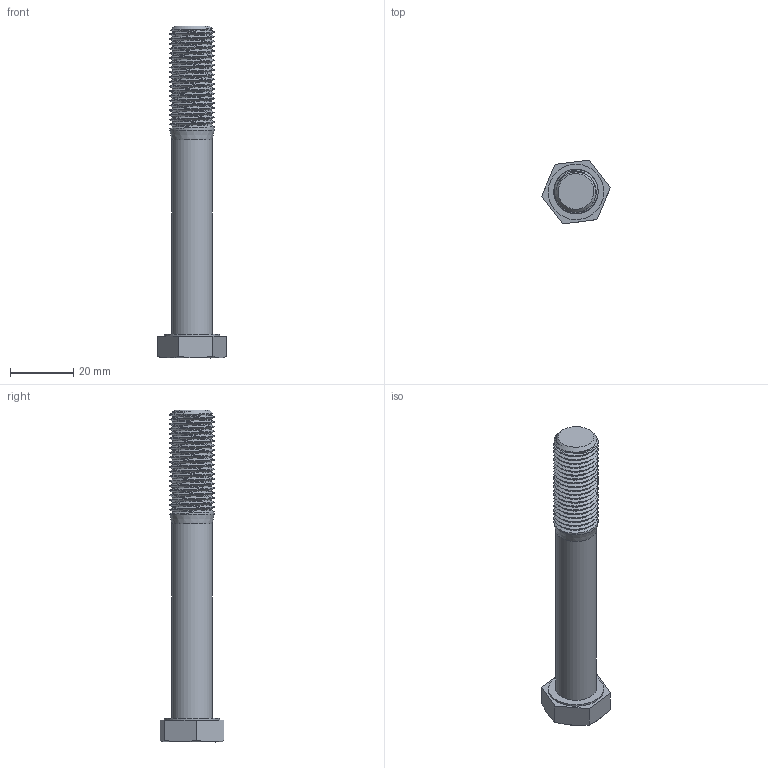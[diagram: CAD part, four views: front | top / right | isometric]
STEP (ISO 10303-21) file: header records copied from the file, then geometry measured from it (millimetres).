
FILE_DESCRIPTION(('Open CASCADE Model'),'2;1');
FILE_NAME('Open CASCADE Shape Model','2024-07-12T11:37:52',('Author'),( 'Open CASCADE'),'Open CASCADE STEP processor 7.5','Open CASCADE 7.5' ,'Unknown');
FILE_SCHEMA(('AUTOMOTIVE_DESIGN { 1 0 10303 214 1 1 1 1 }'));
Length unit declared in the file: millimetre
Products named in the file (1): Open CASCADE STEP translator 7.5 12
Bounding box: 21.77 x 20.23 x 105 mm (x, y, z)
Volume: 15151 mm3; surface area: 5866.1 mm2
Topology: 1 solids, 1 shells, 21 faces, 50 edges, 33 vertices
Faces by surface type: plane 11, cylinder 4, cone 4, bspline 2
Full cylindrical faces by diameter (mm): 12.8 x1, 17.55 x1
Entity records: 8593 total; most frequent: CARTESIAN_POINT 7655, DIRECTION 144, ORIENTED_EDGE 100, PCURVE 100, DEFINITIONAL_REPRESENTATION 100, LINE 77, VECTOR 77, B_SPLINE_CURVE_WITH_KNOTS 55
